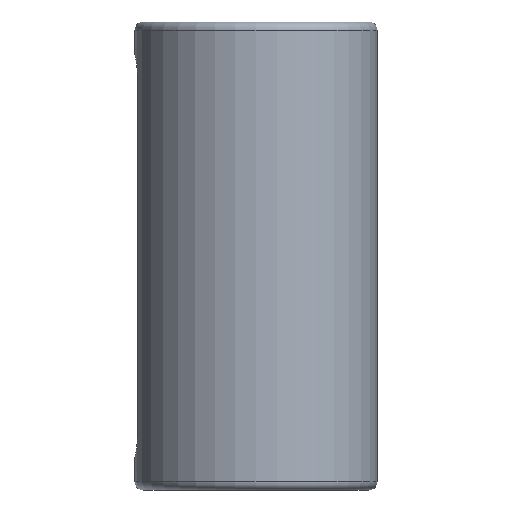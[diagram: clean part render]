
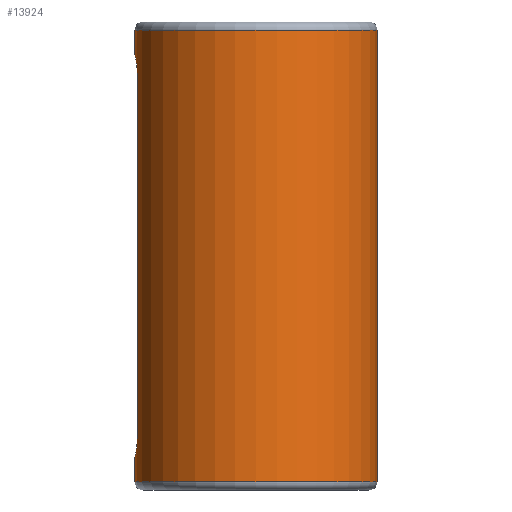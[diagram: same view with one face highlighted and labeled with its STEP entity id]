
A CAD part, front view. The second image highlights one B-rep face of the part: STEP entity #13924.
In plain terms, the highlighted cylindrical face has radius 7.5 mm (diameter 15 mm), a partial arc.
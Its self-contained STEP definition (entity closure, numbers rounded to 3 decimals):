
#427=DIRECTION('',(0.,0.,1.));
#428=VECTOR('',#427,28.);
#429=CARTESIAN_POINT('',(7.5,0.,-14.));
#430=LINE('',#429,#428);
#436=DIRECTION('',(0.,0.,1.));
#437=VECTOR('',#436,22.);
#438=CARTESIAN_POINT('',(-7.348,-1.5,-11.));
#439=LINE('',#438,#437);
#440=DIRECTION('',(0.,0.,1.));
#441=VECTOR('',#440,1.5);
#442=CARTESIAN_POINT('',(-7.5,0.,12.5));
#443=LINE('',#442,#441);
#444=CARTESIAN_POINT('',(0.,0.,14.));
#445=DIRECTION('',(0.,0.,1.));
#446=DIRECTION('',(-1.,0.,0.));
#447=AXIS2_PLACEMENT_3D('',#444,#445,#446);
#449=CARTESIAN_POINT('',(0.,0.,-14.));
#450=DIRECTION('',(0.,0.,-1.));
#451=DIRECTION('',(1.,0.,0.));
#452=AXIS2_PLACEMENT_3D('',#449,#450,#451);
#454=DIRECTION('',(0.,0.,1.));
#455=VECTOR('',#454,1.5);
#456=CARTESIAN_POINT('',(-7.5,0.,-14.));
#457=LINE('',#456,#455);
#458=CARTESIAN_POINT('',(-7.348,-1.5,-11.));
#459=CARTESIAN_POINT('',(-7.348,-1.5,-11.113));
#460=CARTESIAN_POINT('',(-7.354,-1.475,
-11.333));
#461=CARTESIAN_POINT('',(-7.375,-1.364,
-11.653));
#462=CARTESIAN_POINT('',(-7.407,-1.184,
-11.942));
#463=CARTESIAN_POINT('',(-7.442,-0.942,
-12.184));
#464=CARTESIAN_POINT('',(-7.474,-0.653,
-12.364));
#465=CARTESIAN_POINT('',(-7.495,-0.333,
-12.475));
#466=CARTESIAN_POINT('',(-7.5,-0.113,-12.5));
#467=CARTESIAN_POINT('',(-7.5,0.,-12.5));
#510=CARTESIAN_POINT('',(-7.5,0.,12.5));
#511=CARTESIAN_POINT('',(-7.5,-0.111,12.5));
#512=CARTESIAN_POINT('',(-7.495,-0.334,
12.475));
#513=CARTESIAN_POINT('',(-7.474,-0.653,
12.364));
#514=CARTESIAN_POINT('',(-7.442,-0.942,
12.184));
#515=CARTESIAN_POINT('',(-7.407,-1.184,11.942));
#516=CARTESIAN_POINT('',(-7.375,-1.365,11.653));
#517=CARTESIAN_POINT('',(-7.354,-1.475,11.334));
#518=CARTESIAN_POINT('',(-7.348,-1.5,11.111));
#519=CARTESIAN_POINT('',(-7.348,-1.5,11.));
#11464=CARTESIAN_POINT('',(-7.5,0.,14.));
#11465=CARTESIAN_POINT('',(7.5,0.,14.));
#11466=VERTEX_POINT('',#11464);
#11467=VERTEX_POINT('',#11465);
#11472=CARTESIAN_POINT('',(7.5,0.,-14.));
#11473=CARTESIAN_POINT('',(-7.5,0.,-14.));
#11474=VERTEX_POINT('',#11472);
#11475=VERTEX_POINT('',#11473);
#11784=VERTEX_POINT('',#458);
#11785=VERTEX_POINT('',#467);
#13092=CARTESIAN_POINT('',(-7.348,-1.5,11.));
#13093=VERTEX_POINT('',#13092);
#13526=CARTESIAN_POINT('',(-7.5,0.,12.5));
#13527=VERTEX_POINT('',#13526);
#13905=CARTESIAN_POINT('',(0.,0.,-14.5));
#13906=DIRECTION('',(0.,0.,1.));
#13907=DIRECTION('',(1.,0.,0.));
#13908=AXIS2_PLACEMENT_3D('',#13905,#13906,#13907);
#13909=CYLINDRICAL_SURFACE('',#13908,7.5);
#13911=ORIENTED_EDGE('',*,*,#13910,.T.);
#13913=ORIENTED_EDGE('',*,*,#13912,.F.);
#13914=ORIENTED_EDGE('',*,*,#13887,.T.);
#13916=ORIENTED_EDGE('',*,*,#13915,.T.);
#13917=ORIENTED_EDGE('',*,*,#13898,.F.);
#13918=ORIENTED_EDGE('',*,*,#13862,.T.);
#13919=ORIENTED_EDGE('',*,*,#13895,.T.);
#13921=ORIENTED_EDGE('',*,*,#13920,.F.);
#13922=EDGE_LOOP('',(#13911,#13913,#13914,#13916,#13917,#13918,#13919,#13921));
#13923=FACE_OUTER_BOUND('',#13922,.F.);
#13924=ADVANCED_FACE('',(#13923),#13909,.T.);
#448=CIRCLE('',#447,7.5);
#453=CIRCLE('',#452,7.5);
#468=B_SPLINE_CURVE_WITH_KNOTS('',3,(#458,#459,#460,#461,#462,#463,#464,#465,
#466,#467),.UNSPECIFIED.,.F.,.F.,(4,1,1,1,1,1,1,4),(0.,0.143,
0.286,0.429,0.571,0.714,
0.857,1.),.UNSPECIFIED.);
#520=B_SPLINE_CURVE_WITH_KNOTS('',3,(#510,#511,#512,#513,#514,#515,#516,#517,
#518,#519),.UNSPECIFIED.,.F.,.F.,(4,1,1,1,1,1,1,4),(0.,0.143,
0.286,0.429,0.571,0.714,
0.857,1.),.UNSPECIFIED.);
#13862=EDGE_CURVE('',#11474,#11475,#453,.T.);
#13887=EDGE_CURVE('',#13527,#11466,#443,.T.);
#13895=EDGE_CURVE('',#11475,#11785,#457,.T.);
#13898=EDGE_CURVE('',#11474,#11467,#430,.T.);
#13910=EDGE_CURVE('',#11784,#13093,#439,.T.);
#13912=EDGE_CURVE('',#13527,#13093,#520,.T.);
#13915=EDGE_CURVE('',#11466,#11467,#448,.T.);
#13920=EDGE_CURVE('',#11784,#11785,#468,.T.);
